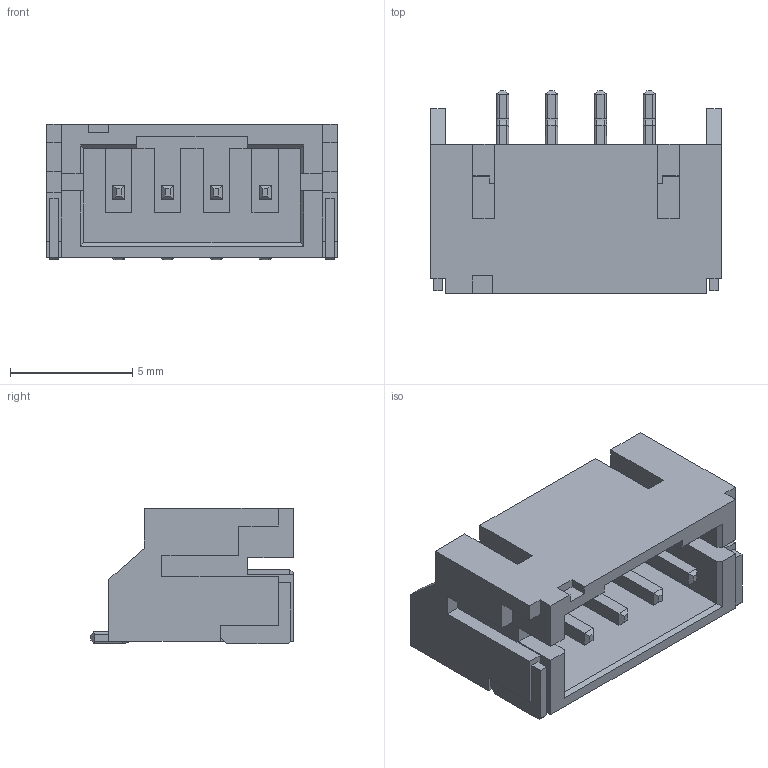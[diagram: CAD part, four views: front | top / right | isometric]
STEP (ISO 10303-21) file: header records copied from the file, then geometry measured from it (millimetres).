
FILE_DESCRIPTION (( 'STEP AP214' ), '1' );
FILE_NAME ('CONN-SMD_4P-L2.00_HCTL_HC-PH-4AWT.step', '2022-07-29T13:40:49', ( '' ), ( '' ), 'SwSTEP 2.0', 'SolidWorks 2020', '' );
FILE_SCHEMA (( 'AUTOMOTIVE_DESIGN' ));
Length unit declared in the file: millimetre
Products named in the file (1): CONN-SMD_4P-L2.00_HCTL_HC-PH-4AWT
Bounding box: 11.9 x 8.3 x 5.55 mm (x, y, z)
Volume: 199.9 mm3; surface area: 609.9 mm2
Topology: 14 solids, 14 shells, 574 faces, 1533 edges, 998 vertices
Faces by surface type: plane 384, bspline 114, cylinder 52, torus 24
Entity records: 24920 total; most frequent: CARTESIAN_POINT 5588, ORIENTED_EDGE 3066, DIRECTION 2287, EDGE_CURVE 1533, VECTOR 1157, LINE 1157, VERTEX_POINT 998, EDGE_LOOP 601
